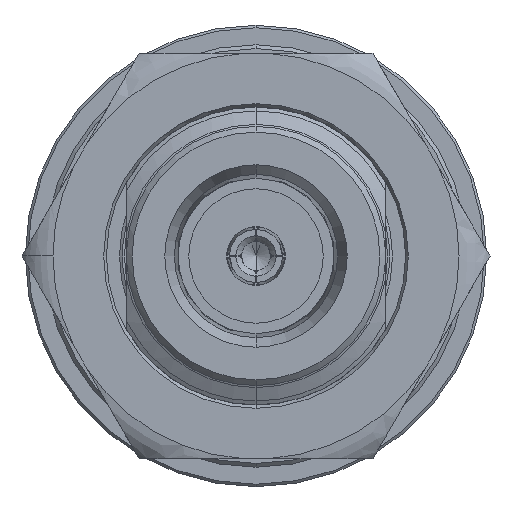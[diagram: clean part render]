
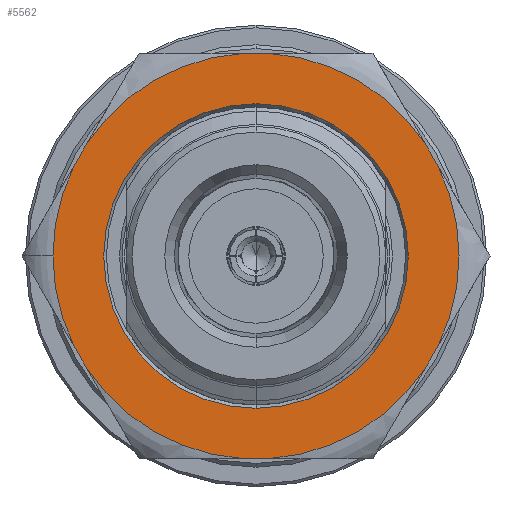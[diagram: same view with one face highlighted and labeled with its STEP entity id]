
A CAD part, left-side view. The second image highlights one B-rep face of the part: STEP entity #5562.
In plain terms, the highlighted planar face has unit normal (-1, 0, 0).
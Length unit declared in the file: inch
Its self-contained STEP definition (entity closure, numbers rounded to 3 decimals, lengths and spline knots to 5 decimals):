
#1 = VERTEX_POINT ( 'NONE', #1507 ) ;
#150 = VERTEX_POINT ( 'NONE', #2032 ) ;
#156 = EDGE_CURVE ( 'NONE', #1, #150, #2033, .T. ) ;
#294 = EDGE_CURVE ( 'NONE', #296, #297, #2157, .T. ) ;
#296 = VERTEX_POINT ( 'NONE', #2058 ) ;
#297 = VERTEX_POINT ( 'NONE', #2148 ) ;
#1507 = CARTESIAN_POINT ( 'NONE',  ( -13.20081, 0., -0.31227 ) ) ;
#2016 = DIRECTION ( 'NONE',  ( 0., 0., 1. ) ) ;
#2017 = DIRECTION ( 'NONE',  ( -1., 0., 0. ) ) ;
#2019 = AXIS2_PLACEMENT_3D ( 'NONE', #2025, #2017, #2016 ) ;
#2025 = CARTESIAN_POINT ( 'NONE',  ( -13.20081, 0., 0. ) ) ;
#2032 = CARTESIAN_POINT ( 'NONE',  ( -13.20081, 0., 0.31227 ) ) ;
#2033 = CIRCLE ( 'NONE', #2019, 0.31227 ) ;
#2058 = CARTESIAN_POINT ( 'NONE',  ( -13.20081, 0.37272, -0.18544 ) ) ;
#2135 = DIRECTION ( 'NONE',  ( 0., 0., 1. ) ) ;
#2136 = DIRECTION ( 'NONE',  ( 1., 0., 0. ) ) ;
#2140 = AXIS2_PLACEMENT_3D ( 'NONE', #2145, #2136, #2135 ) ;
#2145 = CARTESIAN_POINT ( 'NONE',  ( -13.20081, 0., 0. ) ) ;
#2148 = CARTESIAN_POINT ( 'NONE',  ( -13.20081, 0.4163, 0. ) ) ;
#2157 = CIRCLE ( 'NONE', #2140, 0.4163 ) ;
#4098 = AXIS2_PLACEMENT_3D ( 'NONE', #4234, #4251, #4189 ) ;
#4187 = PLANE ( 'NONE',  #4098 ) ;
#4189 = DIRECTION ( 'NONE',  ( 0., 0., 1. ) ) ;
#4234 = CARTESIAN_POINT ( 'NONE',  ( -13.20081, 0.47978, 0. ) ) ;
#4251 = DIRECTION ( 'NONE',  ( -1., 0., 0. ) ) ;
#4350 = CARTESIAN_POINT ( 'NONE',  ( -13.20081, 0.37272, 0.18544 ) ) ;
#4415 = FACE_OUTER_BOUND ( 'NONE', #5776, .T. ) ;
#4416 = FACE_BOUND ( 'NONE', #5584, .T. ) ;
#4445 = CARTESIAN_POINT ( 'NONE',  ( -13.20081, 0.34695, 0.23006 ) ) ;
#4451 = DIRECTION ( 'NONE',  ( 0., 0.5, 0.866 ) ) ;
#4452 = VECTOR ( 'NONE', #4451, 39.37008 ) ;
#4453 = CARTESIAN_POINT ( 'NONE',  ( -13.20081, -0.47978, 0. ) ) ;
#4454 = CARTESIAN_POINT ( 'NONE',  ( -13.20081, -0.34695, 0.23006 ) ) ;
#4457 = CARTESIAN_POINT ( 'NONE',  ( -13.20081, -0.37272, 0.18544 ) ) ;
#4505 = LINE ( 'NONE', #4453, #4452 ) ;
#4622 = CIRCLE ( 'NONE', #4784, 0.4163 ) ;
#4645 = DIRECTION ( 'NONE',  ( 0., 0., 1. ) ) ;
#4646 = DIRECTION ( 'NONE',  ( 1., 0., 0. ) ) ;
#4647 = CARTESIAN_POINT ( 'NONE',  ( -13.20081, 0., 0. ) ) ;
#4648 = AXIS2_PLACEMENT_3D ( 'NONE', #4647, #4646, #4645 ) ;
#4658 = DIRECTION ( 'NONE',  ( 0., 0., 1. ) ) ;
#4659 = AXIS2_PLACEMENT_3D ( 'NONE', #4776, #4770, #4658 ) ;
#4669 = DIRECTION ( 'NONE',  ( 0., -0.5, 0.866 ) ) ;
#4670 = VECTOR ( 'NONE', #4669, 39.37008 ) ;
#4671 = CARTESIAN_POINT ( 'NONE',  ( -13.20081, -0.23989, -0.4155 ) ) ;
#4677 = LINE ( 'NONE', #4671, #4670 ) ;
#4678 = CARTESIAN_POINT ( 'NONE',  ( -13.20081, 0., 0. ) ) ;
#4679 = CIRCLE ( 'NONE', #4692, 0.4163 ) ;
#4692 = AXIS2_PLACEMENT_3D ( 'NONE', #4678, #4702, #4853 ) ;
#4702 = DIRECTION ( 'NONE',  ( 1., 0., 0. ) ) ;
#4740 = CARTESIAN_POINT ( 'NONE',  ( -13.20081, -0.02577, -0.4155 ) ) ;
#4754 = DIRECTION ( 'NONE',  ( 0., 0., 1. ) ) ;
#4755 = DIRECTION ( 'NONE',  ( 1., 0., 0. ) ) ;
#4756 = CARTESIAN_POINT ( 'NONE',  ( -13.20081, 0., 0. ) ) ;
#4757 = AXIS2_PLACEMENT_3D ( 'NONE', #4756, #4755, #4754 ) ;
#4763 = DIRECTION ( 'NONE',  ( 0., -1., 0. ) ) ;
#4764 = VECTOR ( 'NONE', #4763, 39.37008 ) ;
#4765 = CARTESIAN_POINT ( 'NONE',  ( -13.20081, 0.34695, -0.23006 ) ) ;
#4769 = CARTESIAN_POINT ( 'NONE',  ( -13.20081, 0.02577, -0.4155 ) ) ;
#4770 = DIRECTION ( 'NONE',  ( 1., 0., 0. ) ) ;
#4776 = CARTESIAN_POINT ( 'NONE',  ( -13.20081, 0., 0. ) ) ;
#4781 = CIRCLE ( 'NONE', #4648, 0.4163 ) ;
#4782 = DIRECTION ( 'NONE',  ( 0., 0., 1. ) ) ;
#4783 = DIRECTION ( 'NONE',  ( 1., 0., 0. ) ) ;
#4784 = AXIS2_PLACEMENT_3D ( 'NONE', #4803, #4783, #4782 ) ;
#4792 = CIRCLE ( 'NONE', #4659, 0.4163 ) ;
#4803 = CARTESIAN_POINT ( 'NONE',  ( -13.20081, 0., 0. ) ) ;
#4841 = DIRECTION ( 'NONE',  ( 0., 1., 0. ) ) ;
#4842 = VECTOR ( 'NONE', #4841, 39.37008 ) ;
#4843 = CARTESIAN_POINT ( 'NONE',  ( -13.20081, -0.23989, 0.4155 ) ) ;
#4844 = CIRCLE ( 'NONE', #4757, 0.4163 ) ;
#4847 = CARTESIAN_POINT ( 'NONE',  ( -13.20081, -0.34695, -0.23006 ) ) ;
#4848 = CARTESIAN_POINT ( 'NONE',  ( -13.20081, 0.02577, 0.4155 ) ) ;
#4849 = LINE ( 'NONE', #4843, #4842 ) ;
#4850 = CARTESIAN_POINT ( 'NONE',  ( -13.20081, -0.37272, -0.18544 ) ) ;
#4851 = CARTESIAN_POINT ( 'NONE',  ( -13.20081, 0.23989, -0.4155 ) ) ;
#4852 = LINE ( 'NONE', #4851, #4764 ) ;
#4853 = DIRECTION ( 'NONE',  ( 0., 0., 1. ) ) ;
#4870 = CIRCLE ( 'NONE', #5048, 0.4163 ) ;
#4919 = DIRECTION ( 'NONE',  ( 0., 0.5, -0.866 ) ) ;
#4920 = VECTOR ( 'NONE', #4919, 39.37008 ) ;
#4988 = DIRECTION ( 'NONE',  ( 0., -0.5, -0.866 ) ) ;
#4989 = VECTOR ( 'NONE', #4988, 39.37008 ) ;
#4990 = CARTESIAN_POINT ( 'NONE',  ( -13.20081, 0.47978, 0. ) ) ;
#4991 = LINE ( 'NONE', #4990, #4989 ) ;
#5042 = CARTESIAN_POINT ( 'NONE',  ( -13.20081, 0.23989, 0.4155 ) ) ;
#5043 = LINE ( 'NONE', #5042, #4920 ) ;
#5044 = CARTESIAN_POINT ( 'NONE',  ( -13.20081, -0.02577, 0.4155 ) ) ;
#5046 = DIRECTION ( 'NONE',  ( 0., 0., 1. ) ) ;
#5047 = DIRECTION ( 'NONE',  ( 1., 0., 0. ) ) ;
#5048 = AXIS2_PLACEMENT_3D ( 'NONE', #5053, #5047, #5046 ) ;
#5053 = CARTESIAN_POINT ( 'NONE',  ( -13.20081, 0., 0. ) ) ;
#5274 = DIRECTION ( 'NONE',  ( 0., 0., 1. ) ) ;
#5275 = DIRECTION ( 'NONE',  ( -1., 0., 0. ) ) ;
#5281 = CARTESIAN_POINT ( 'NONE',  ( -13.20081, 0., 0. ) ) ;
#5305 = AXIS2_PLACEMENT_3D ( 'NONE', #5281, #5275, #5274 ) ;
#5315 = CIRCLE ( 'NONE', #5305, 0.31227 ) ;
#5532 = VERTEX_POINT ( 'NONE', #4454 ) ;
#5534 = EDGE_CURVE ( 'NONE', #5535, #5532, #4505, .T. ) ;
#5535 = VERTEX_POINT ( 'NONE', #4457 ) ;
#5544 = VERTEX_POINT ( 'NONE', #4445 ) ;
#5552 = ORIENTED_EDGE ( 'NONE', *, *, #5706, .T. ) ;
#5553 = ORIENTED_EDGE ( 'NONE', *, *, #5595, .F. ) ;
#5554 = ORIENTED_EDGE ( 'NONE', *, *, #5714, .T. ) ;
#5555 = ORIENTED_EDGE ( 'NONE', *, *, #5601, .F. ) ;
#5556 = ORIENTED_EDGE ( 'NONE', *, *, #5534, .T. ) ;
#5558 = ORIENTED_EDGE ( 'NONE', *, *, #5709, .F. ) ;
#5560 = ORIENTED_EDGE ( 'NONE', *, *, #5766, .F. ) ;
#5562 = ADVANCED_FACE ( 'NONE', ( #4416, #4415 ), #4187, .T. ) ;
#5564 = ORIENTED_EDGE ( 'NONE', *, *, #5771, .T. ) ;
#5565 = ORIENTED_EDGE ( 'NONE', *, *, #5692, .F. ) ;
#5566 = ORIENTED_EDGE ( 'NONE', *, *, #5586, .F. ) ;
#5567 = ORIENTED_EDGE ( 'NONE', *, *, #5696, .T. ) ;
#5568 = ORIENTED_EDGE ( 'NONE', *, *, #5785, .T. ) ;
#5571 = VERTEX_POINT ( 'NONE', #4350 ) ;
#5583 = ORIENTED_EDGE ( 'NONE', *, *, #294, .F. ) ;
#5584 = EDGE_LOOP ( 'NONE', ( #5689, #5589 ) ) ;
#5586 = EDGE_CURVE ( 'NONE', #5780, #5532, #4622, .T. ) ;
#5589 = ORIENTED_EDGE ( 'NONE', *, *, #156, .F. ) ;
#5595 = EDGE_CURVE ( 'NONE', #297, #5571, #4792, .T. ) ;
#5601 = EDGE_CURVE ( 'NONE', #5703, #5705, #4781, .T. ) ;
#5689 = ORIENTED_EDGE ( 'NONE', *, *, #5909, .F. ) ;
#5692 = EDGE_CURVE ( 'NONE', #5544, #5695, #4679, .T. ) ;
#5695 = VERTEX_POINT ( 'NONE', #4848 ) ;
#5696 = EDGE_CURVE ( 'NONE', #5780, #5695, #4849, .T. ) ;
#5701 = VERTEX_POINT ( 'NONE', #4850 ) ;
#5703 = VERTEX_POINT ( 'NONE', #4769 ) ;
#5705 = VERTEX_POINT ( 'NONE', #4765 ) ;
#5706 = EDGE_CURVE ( 'NONE', #5703, #5723, #4852, .T. ) ;
#5709 = EDGE_CURVE ( 'NONE', #5712, #5723, #4844, .T. ) ;
#5712 = VERTEX_POINT ( 'NONE', #4847 ) ;
#5714 = EDGE_CURVE ( 'NONE', #5712, #5701, #4677, .T. ) ;
#5723 = VERTEX_POINT ( 'NONE', #4740 ) ;
#5766 = EDGE_CURVE ( 'NONE', #5535, #5701, #4870, .T. ) ;
#5771 = EDGE_CURVE ( 'NONE', #5544, #5571, #5043, .T. ) ;
#5776 = EDGE_LOOP ( 'NONE', ( #5566, #5567, #5565, #5564, #5553, #5583, #5568, #5555, #5552, #5558, #5554, #5560, #5556 ) ) ;
#5780 = VERTEX_POINT ( 'NONE', #5044 ) ;
#5785 = EDGE_CURVE ( 'NONE', #296, #5705, #4991, .T. ) ;
#5909 = EDGE_CURVE ( 'NONE', #150, #1, #5315, .T. ) ;
